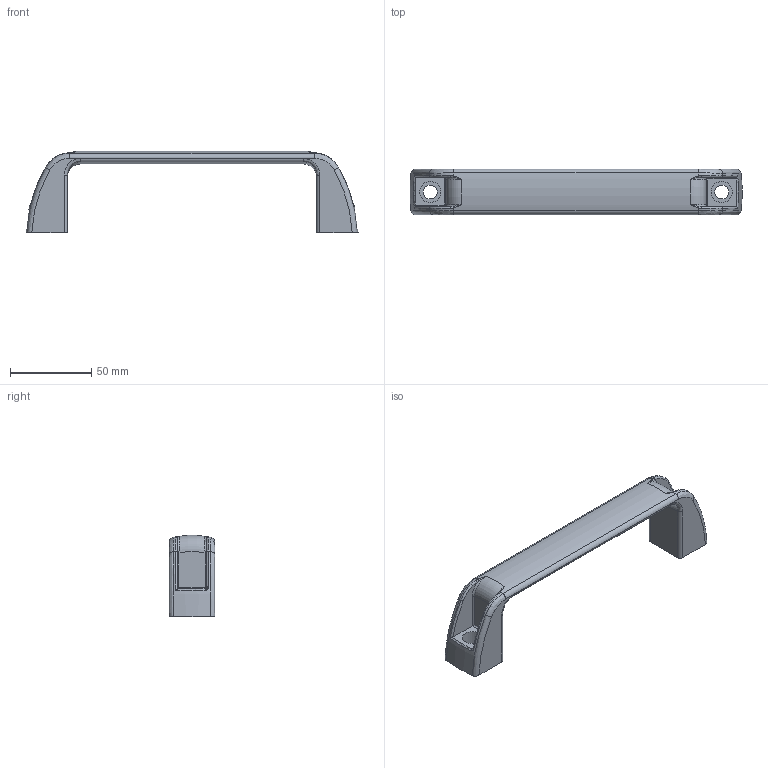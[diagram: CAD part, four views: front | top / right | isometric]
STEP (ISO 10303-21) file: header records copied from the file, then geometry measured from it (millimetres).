
FILE_DESCRIPTION( ( 'Unknown' ), '1' );
FILE_NAME( '6393045_MF_AT_179.stp', 'Unknown', ( 'Unknown' ), ( 'Unknown' ), 'PSStep 11.0', 'Unknown', ' ' );
FILE_SCHEMA( ( 'AUTOMOTIVE_DESIGN { 1 0 10303 214 1 1 1 1 }' ) );
Length unit declared in the file: millimetre
Products named in the file (1): 1
Bounding box: 203.86 x 28 x 49.93 mm (x, y, z)
Volume: 59437.2 mm3; surface area: 24356 mm2
Topology: 1 solids, 1 shells, 145 faces, 371 edges, 228 vertices
Faces by surface type: plane 52, cylinder 45, bspline 40, torus 6, sphere 2
Full cylindrical faces by diameter (mm): 8.5 x2, 13 x2
Entity records: 11328 total; most frequent: CARTESIAN_POINT 6926, ORIENTED_EDGE 718, DIRECTION 611, EDGE_CURVE 359, AXIS2_PLACEMENT_3D 230, VERTEX_POINT 226, EDGE_LOOP 159, LINE 151
